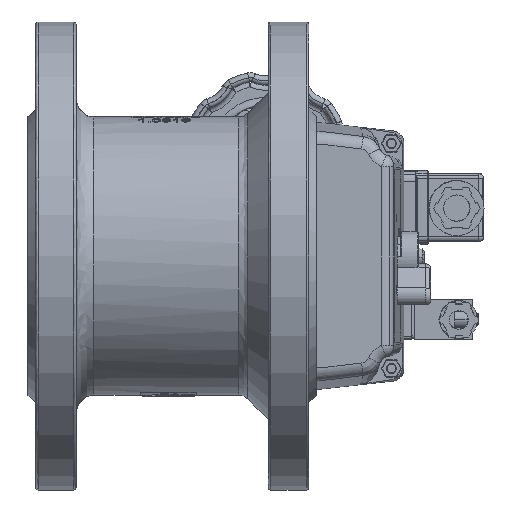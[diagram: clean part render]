
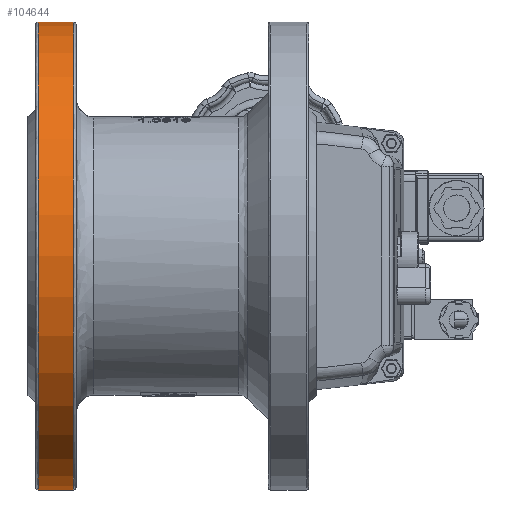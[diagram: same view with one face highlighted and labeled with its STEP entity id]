
A CAD part, front view. The second image highlights one B-rep face of the part: STEP entity #104644.
In plain terms, the highlighted cylindrical face has radius 92.5 mm (diameter 185 mm), a partial arc.
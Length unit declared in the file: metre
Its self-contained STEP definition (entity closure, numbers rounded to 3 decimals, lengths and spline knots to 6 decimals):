
#1644 = LINE ( 'NONE', #80719, #98825 ) ;
#2825 = DIRECTION ( 'NONE',  ( -1., 0., 0. ) ) ;
#7369 = DIRECTION ( 'NONE',  ( 1., 0., 0. ) ) ;
#9218 = CIRCLE ( 'NONE', #114679, 0.0925 ) ;
#10142 = CIRCLE ( 'NONE', #22520, 0.0925 ) ;
#15231 = ORIENTED_EDGE ( 'NONE', *, *, #44938, .T. ) ;
#16006 = DIRECTION ( 'NONE',  ( 0., 0., -1. ) ) ;
#16182 = CARTESIAN_POINT ( 'NONE',  ( -0.10879, -0.002287, 0.293285 ) ) ;
#22520 = AXIS2_PLACEMENT_3D ( 'NONE', #56170, #26376, #16006 ) ;
#25975 = EDGE_CURVE ( 'NONE', #116938, #65827, #9218, .T. ) ;
#26376 = DIRECTION ( 'NONE',  ( 1., 0., 0. ) ) ;
#28136 = CARTESIAN_POINT ( 'NONE',  ( -0.10179, -0.002287, 0.200785 ) ) ;
#42711 = CARTESIAN_POINT ( 'NONE',  ( -0.10879, -0.002287, 0.108285 ) ) ;
#44938 = EDGE_CURVE ( 'NONE', #99919, #116938, #1644, .T. ) ;
#44984 = ORIENTED_EDGE ( 'NONE', *, *, #94166, .F. ) ;
#45018 = CARTESIAN_POINT ( 'NONE',  ( -0.09479, -0.002287, 0.293285 ) ) ;
#46909 = DIRECTION ( 'NONE',  ( 0., 0., -1. ) ) ;
#52784 = DIRECTION ( 'NONE',  ( 1., 0., 0. ) ) ;
#56170 = CARTESIAN_POINT ( 'NONE',  ( -0.10879, -0.002287, 0.200785 ) ) ;
#65827 = VERTEX_POINT ( 'NONE', #45018 ) ;
#67889 = CARTESIAN_POINT ( 'NONE',  ( -0.09479, -0.002287, 0.108285 ) ) ;
#71558 = CARTESIAN_POINT ( 'NONE',  ( -0.09479, -0.002287, 0.200785 ) ) ;
#72182 = DIRECTION ( 'NONE',  ( 0., 0., -1. ) ) ;
#78831 = EDGE_CURVE ( 'NONE', #105167, #99919, #10142, .T. ) ;
#80719 = CARTESIAN_POINT ( 'NONE',  ( -0.10179, -0.002287, 0.108285 ) ) ;
#90922 = EDGE_LOOP ( 'NONE', ( #44984, #111739, #15231, #93450 ) ) ;
#93450 = ORIENTED_EDGE ( 'NONE', *, *, #25975, .T. ) ;
#94166 = EDGE_CURVE ( 'NONE', #105167, #65827, #112961, .T. ) ;
#96109 = CYLINDRICAL_SURFACE ( 'NONE', #126065, 0.0925 ) ;
#96866 = VECTOR ( 'NONE', #52784, 1. ) ;
#98825 = VECTOR ( 'NONE', #100750, 1. ) ;
#99919 = VERTEX_POINT ( 'NONE', #42711 ) ;
#100750 = DIRECTION ( 'NONE',  ( 1., 0., 0. ) ) ;
#103272 = CARTESIAN_POINT ( 'NONE',  ( -0.10179, -0.002287, 0.293285 ) ) ;
#104644 = ADVANCED_FACE ( 'NONE', ( #105180 ), #96109, .T. ) ;
#105167 = VERTEX_POINT ( 'NONE', #16182 ) ;
#105180 = FACE_OUTER_BOUND ( 'NONE', #90922, .T. ) ;
#111739 = ORIENTED_EDGE ( 'NONE', *, *, #78831, .T. ) ;
#112961 = LINE ( 'NONE', #103272, #96866 ) ;
#114679 = AXIS2_PLACEMENT_3D ( 'NONE', #71558, #2825, #72182 ) ;
#116938 = VERTEX_POINT ( 'NONE', #67889 ) ;
#126065 = AXIS2_PLACEMENT_3D ( 'NONE', #28136, #7369, #46909 ) ;
